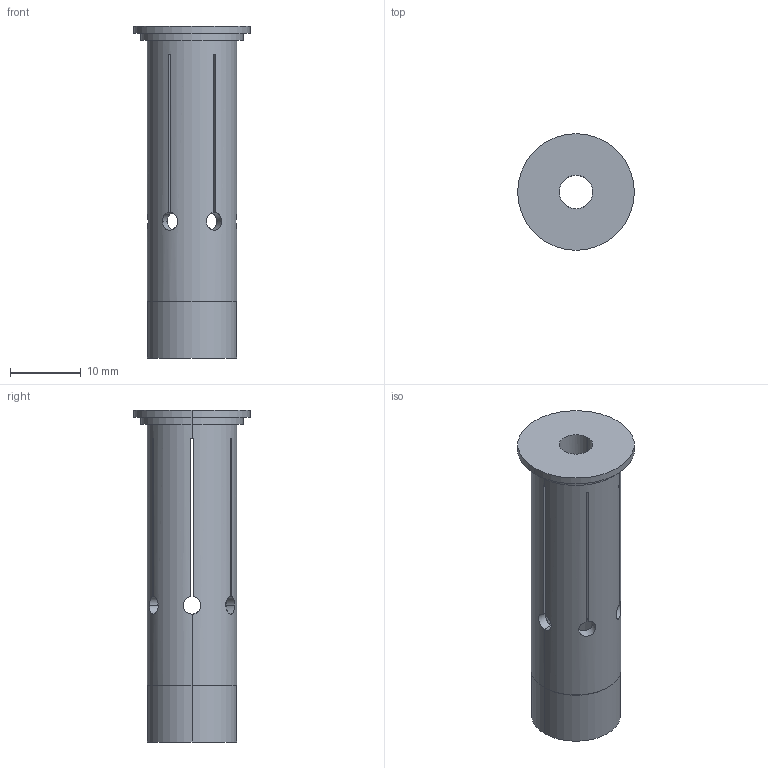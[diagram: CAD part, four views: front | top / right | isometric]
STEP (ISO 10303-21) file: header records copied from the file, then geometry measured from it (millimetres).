
FILE_DESCRIPTION (( 'STEP AP203' ), '1' );
FILE_NAME ('STP-5253-266-A32-A12-0.STEP', '2021-12-06T05:42:12', ( '' ), ( '' ), 'SwSTEP 2.0', 'SolidWorks 2017', '' );
FILE_SCHEMA (( 'CONFIG_CONTROL_DESIGN' ));
Length unit declared in the file: millimetre
Products named in the file (1): STP-5253-266-A32-A12-0
Bounding box: 16.5 x 16.5 x 47 mm (x, y, z)
Volume: 3572.1 mm3; surface area: 4278.2 mm2
Topology: 1 solids, 1 shells, 71 faces, 217 edges, 144 vertices
Faces by surface type: plane 36, cylinder 35
Entity records: 2912 total; most frequent: CARTESIAN_POINT 865, ORIENTED_EDGE 434, DIRECTION 393, EDGE_CURVE 217, VERTEX_POINT 144, AXIS2_PLACEMENT_3D 136, LINE 121, VECTOR 121
